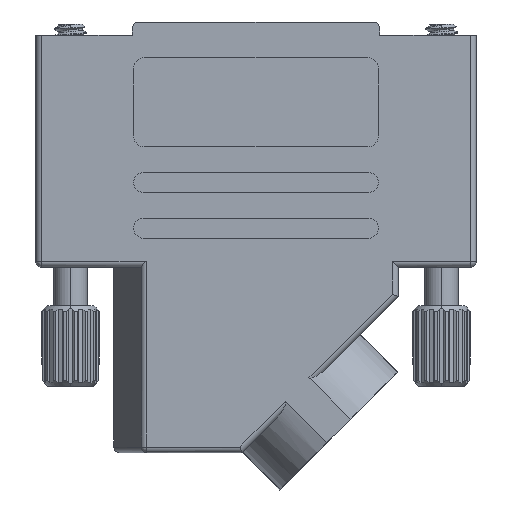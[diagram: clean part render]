
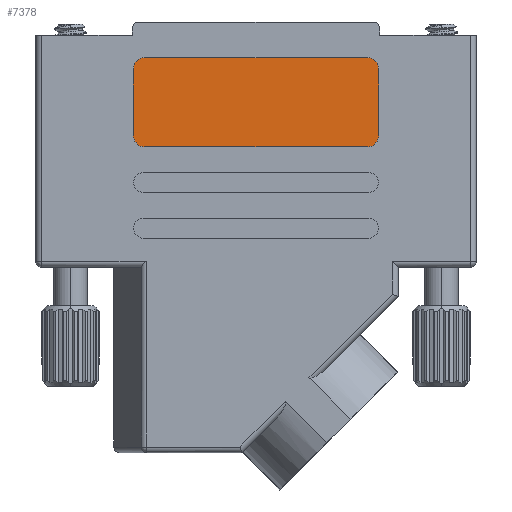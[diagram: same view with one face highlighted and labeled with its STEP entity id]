
A CAD part, front view. The second image highlights one B-rep face of the part: STEP entity #7378.
In plain terms, the highlighted planar face has unit normal (0, -1, 0).
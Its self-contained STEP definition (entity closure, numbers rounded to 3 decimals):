
#653 = LINE ( 'NONE', #10426, #4275 ) ;
#988 = AXIS2_PLACEMENT_3D ( 'NONE', #17678, #9167, #7423 ) ;
#1128 = CARTESIAN_POINT ( 'NONE',  ( 10., -7.05, -3. ) ) ;
#1244 = CARTESIAN_POINT ( 'NONE',  ( -10., -7.05, -9. ) ) ;
#1541 = CARTESIAN_POINT ( 'NONE',  ( 11., -7.05, -3. ) ) ;
#2516 = EDGE_CURVE ( 'NONE', #16131, #3981, #18390, .T. ) ;
#2805 = AXIS2_PLACEMENT_3D ( 'NONE', #1128, #15347, #19075 ) ;
#2895 = DIRECTION ( 'NONE',  ( 0., -1., 0. ) ) ;
#3239 = ORIENTED_EDGE ( 'NONE', *, *, #4762, .T. ) ;
#3283 = EDGE_CURVE ( 'NONE', #3981, #3757, #20671, .T. ) ;
#3351 = EDGE_CURVE ( 'NONE', #19808, #19580, #4063, .T. ) ;
#3757 = VERTEX_POINT ( 'NONE', #5196 ) ;
#3879 = CARTESIAN_POINT ( 'NONE',  ( 10., -7.05, -9. ) ) ;
#3981 = VERTEX_POINT ( 'NONE', #17187 ) ;
#4063 = LINE ( 'NONE', #11184, #19887 ) ;
#4077 = CARTESIAN_POINT ( 'NONE',  ( 10., -7.05, -2. ) ) ;
#4275 = VECTOR ( 'NONE', #17086, 1000. ) ;
#4295 = DIRECTION ( 'NONE',  ( -1., 0., 0. ) ) ;
#4762 = EDGE_CURVE ( 'NONE', #9529, #16131, #12183, .T. ) ;
#5196 = CARTESIAN_POINT ( 'NONE',  ( -11., -7.05, -3. ) ) ;
#5431 = AXIS2_PLACEMENT_3D ( 'NONE', #3879, #23044, #12403 ) ;
#6036 = CARTESIAN_POINT ( 'NONE',  ( -10., -7.05, -10. ) ) ;
#6196 = CIRCLE ( 'NONE', #5431, 1. ) ;
#6343 = EDGE_CURVE ( 'NONE', #15862, #19808, #16912, .T. ) ;
#6495 = AXIS2_PLACEMENT_3D ( 'NONE', #1244, #2895, #18747 ) ;
#6977 = ORIENTED_EDGE ( 'NONE', *, *, #3283, .T. ) ;
#6979 = EDGE_CURVE ( 'NONE', #12693, #9529, #12280, .T. ) ;
#7263 = VECTOR ( 'NONE', #8650, 1000. ) ;
#7378 = ADVANCED_FACE ( 'NONE', ( #8240 ), #22599, .F. ) ;
#7423 = DIRECTION ( 'NONE',  ( 0., 0., 1. ) ) ;
#8240 = FACE_OUTER_BOUND ( 'NONE', #17097, .T. ) ;
#8565 = DIRECTION ( 'NONE',  ( 0., -1., 0. ) ) ;
#8570 = ORIENTED_EDGE ( 'NONE', *, *, #6979, .T. ) ;
#8650 = DIRECTION ( 'NONE',  ( 0., 0., 1. ) ) ;
#9167 = DIRECTION ( 'NONE',  ( 0., -1., 0. ) ) ;
#9185 = EDGE_CURVE ( 'NONE', #19580, #12693, #6196, .T. ) ;
#9486 = VECTOR ( 'NONE', #4295, 1000. ) ;
#9529 = VERTEX_POINT ( 'NONE', #19036 ) ;
#9596 = ORIENTED_EDGE ( 'NONE', *, *, #6343, .T. ) ;
#10320 = DIRECTION ( 'NONE',  ( 0., 0., 1. ) ) ;
#10426 = CARTESIAN_POINT ( 'NONE',  ( -11., -7.05, -3. ) ) ;
#10668 = CARTESIAN_POINT ( 'NONE',  ( -10., -7.05, -3. ) ) ;
#11184 = CARTESIAN_POINT ( 'NONE',  ( 10., -7.05, -10. ) ) ;
#12051 = EDGE_CURVE ( 'NONE', #3757, #15862, #653, .T. ) ;
#12146 = ORIENTED_EDGE ( 'NONE', *, *, #3351, .T. ) ;
#12183 = CIRCLE ( 'NONE', #988, 1. ) ;
#12280 = LINE ( 'NONE', #1541, #7263 ) ;
#12403 = DIRECTION ( 'NONE',  ( 0., 0., 1. ) ) ;
#12693 = VERTEX_POINT ( 'NONE', #20903 ) ;
#12815 = AXIS2_PLACEMENT_3D ( 'NONE', #10668, #8565, #10320 ) ;
#14445 = CARTESIAN_POINT ( 'NONE',  ( 10., -7.05, -2. ) ) ;
#15154 = ORIENTED_EDGE ( 'NONE', *, *, #2516, .T. ) ;
#15347 = DIRECTION ( 'NONE',  ( 0., 1., 0. ) ) ;
#15396 = CARTESIAN_POINT ( 'NONE',  ( -11., -7.05, -9. ) ) ;
#15862 = VERTEX_POINT ( 'NONE', #15396 ) ;
#16104 = ORIENTED_EDGE ( 'NONE', *, *, #12051, .T. ) ;
#16131 = VERTEX_POINT ( 'NONE', #4077 ) ;
#16534 = DIRECTION ( 'NONE',  ( 1., 0., 0. ) ) ;
#16912 = CIRCLE ( 'NONE', #6495, 1. ) ;
#17086 = DIRECTION ( 'NONE',  ( 0., 0., -1. ) ) ;
#17097 = EDGE_LOOP ( 'NONE', ( #3239, #15154, #6977, #16104, #9596, #12146, #22242, #8570 ) ) ;
#17187 = CARTESIAN_POINT ( 'NONE',  ( -10., -7.05, -2. ) ) ;
#17678 = CARTESIAN_POINT ( 'NONE',  ( 10., -7.05, -3. ) ) ;
#18390 = LINE ( 'NONE', #14445, #9486 ) ;
#18747 = DIRECTION ( 'NONE',  ( 0., 0., 1. ) ) ;
#19036 = CARTESIAN_POINT ( 'NONE',  ( 11., -7.05, -3. ) ) ;
#19075 = DIRECTION ( 'NONE',  ( 0., 0., 1. ) ) ;
#19580 = VERTEX_POINT ( 'NONE', #21216 ) ;
#19808 = VERTEX_POINT ( 'NONE', #6036 ) ;
#19887 = VECTOR ( 'NONE', #16534, 1000. ) ;
#20671 = CIRCLE ( 'NONE', #12815, 1. ) ;
#20903 = CARTESIAN_POINT ( 'NONE',  ( 11., -7.05, -9. ) ) ;
#21216 = CARTESIAN_POINT ( 'NONE',  ( 10., -7.05, -10. ) ) ;
#22242 = ORIENTED_EDGE ( 'NONE', *, *, #9185, .T. ) ;
#22599 = PLANE ( 'NONE',  #2805 ) ;
#23044 = DIRECTION ( 'NONE',  ( 0., -1., 0. ) ) ;
